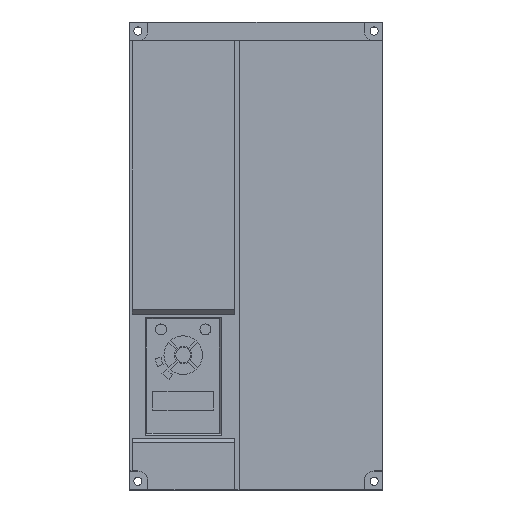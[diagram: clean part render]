
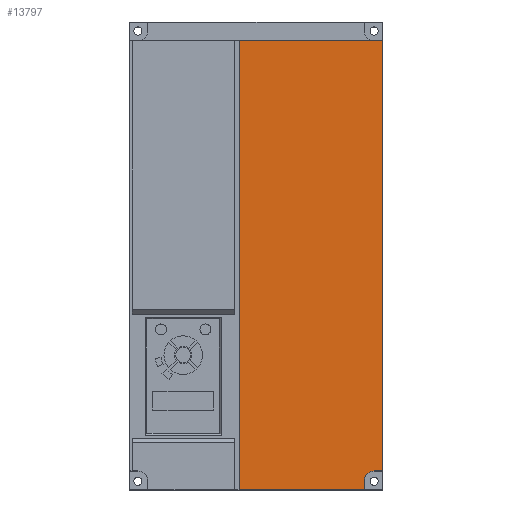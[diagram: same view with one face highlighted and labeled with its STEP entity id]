
A CAD part, top view. The second image highlights one B-rep face of the part: STEP entity #13797.
In plain terms, the highlighted planar face has unit normal (0, 0, 1).
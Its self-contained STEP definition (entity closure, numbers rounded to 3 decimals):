
#663 = CARTESIAN_POINT ( 'NONE',  ( 108.5, -184., 206. ) ) ;
#1184 = ORIENTED_EDGE ( 'NONE', *, *, #10148, .T. ) ;
#1235 = VECTOR ( 'NONE', #22159, 1000. ) ;
#1398 = CARTESIAN_POINT ( 'NONE',  ( 108.5, 184., 206. ) ) ;
#2618 = CARTESIAN_POINT ( 'NONE',  ( 92.5, -192.5, 206. ) ) ;
#2936 = EDGE_CURVE ( 'NONE', #8362, #9150, #14798, .T. ) ;
#3319 = CARTESIAN_POINT ( 'NONE',  ( 108.5, 200., 206. ) ) ;
#3407 = ORIENTED_EDGE ( 'NONE', *, *, #2936, .F. ) ;
#3904 = ORIENTED_EDGE ( 'NONE', *, *, #13296, .T. ) ;
#4402 = DIRECTION ( 'NONE',  ( 1., 0., 0. ) ) ;
#5495 = VERTEX_POINT ( 'NONE', #30173 ) ;
#5594 = VERTEX_POINT ( 'NONE', #6471 ) ;
#6471 = CARTESIAN_POINT ( 'NONE',  ( 92.5, -200., 206. ) ) ;
#6706 = CARTESIAN_POINT ( 'NONE',  ( 108.5, -200., 206. ) ) ;
#7812 = CARTESIAN_POINT ( 'NONE',  ( 92.5, -200., 206. ) ) ;
#8362 = VERTEX_POINT ( 'NONE', #663 ) ;
#9150 = VERTEX_POINT ( 'NONE', #12582 ) ;
#10125 = LINE ( 'NONE', #7812, #17747 ) ;
#10148 = EDGE_CURVE ( 'NONE', #8362, #22801, #12713, .T. ) ;
#10902 = ORIENTED_EDGE ( 'NONE', *, *, #23614, .T. ) ;
#12196 = VECTOR ( 'NONE', #19720, 1000. ) ;
#12386 = EDGE_CURVE ( 'NONE', #5495, #22801, #20036, .T. ) ;
#12531 = ORIENTED_EDGE ( 'NONE', *, *, #12386, .F. ) ;
#12582 = CARTESIAN_POINT ( 'NONE',  ( 101., -184., 206. ) ) ;
#12602 = CARTESIAN_POINT ( 'NONE',  ( -14.5, 200., 206. ) ) ;
#12713 = LINE ( 'NONE', #3319, #29673 ) ;
#13296 = EDGE_CURVE ( 'NONE', #20035, #5594, #15959, .T. ) ;
#13797 = ADVANCED_FACE ( 'NONE', ( #13998 ), #20939, .F. ) ;
#13998 = FACE_OUTER_BOUND ( 'NONE', #29003, .T. ) ;
#14074 = ORIENTED_EDGE ( 'NONE', *, *, #24551, .F. ) ;
#14149 = CARTESIAN_POINT ( 'NONE',  ( 0., 0., 206. ) ) ;
#14575 = DIRECTION ( 'NONE',  ( 0., 1., 0. ) ) ;
#14798 = LINE ( 'NONE', #21871, #12196 ) ;
#15959 = LINE ( 'NONE', #6706, #25383 ) ;
#16019 = CARTESIAN_POINT ( 'NONE',  ( -14.5, -200., 206. ) ) ;
#16701 = DIRECTION ( 'NONE',  ( -1., 0., 0. ) ) ;
#17747 = VECTOR ( 'NONE', #21697, 1000. ) ;
#18550 = CIRCLE ( 'NONE', #21492, 8.5 ) ;
#19720 = DIRECTION ( 'NONE',  ( -1., 0., 0. ) ) ;
#20035 = VERTEX_POINT ( 'NONE', #16019 ) ;
#20036 = LINE ( 'NONE', #1398, #28254 ) ;
#20748 = ORIENTED_EDGE ( 'NONE', *, *, #20806, .F. ) ;
#20806 = EDGE_CURVE ( 'NONE', #26306, #5594, #10125, .T. ) ;
#20939 = PLANE ( 'NONE',  #22784 ) ;
#21492 = AXIS2_PLACEMENT_3D ( 'NONE', #26098, #21767, #16701 ) ;
#21697 = DIRECTION ( 'NONE',  ( 0., -1., 0. ) ) ;
#21767 = DIRECTION ( 'NONE',  ( 0., 0., 1. ) ) ;
#21871 = CARTESIAN_POINT ( 'NONE',  ( 101., -184., 206. ) ) ;
#22159 = DIRECTION ( 'NONE',  ( 0., -1., 0. ) ) ;
#22784 = AXIS2_PLACEMENT_3D ( 'NONE', #14149, #30311, #23240 ) ;
#22801 = VERTEX_POINT ( 'NONE', #26109 ) ;
#23240 = DIRECTION ( 'NONE',  ( -1., 0., 0. ) ) ;
#23614 = EDGE_CURVE ( 'NONE', #5495, #20035, #27073, .T. ) ;
#24551 = EDGE_CURVE ( 'NONE', #9150, #26306, #18550, .T. ) ;
#25115 = DIRECTION ( 'NONE',  ( 1., 0., 0. ) ) ;
#25383 = VECTOR ( 'NONE', #4402, 1000. ) ;
#26098 = CARTESIAN_POINT ( 'NONE',  ( 101., -192.5, 206. ) ) ;
#26109 = CARTESIAN_POINT ( 'NONE',  ( 108.5, 184., 206. ) ) ;
#26306 = VERTEX_POINT ( 'NONE', #2618 ) ;
#27073 = LINE ( 'NONE', #12602, #1235 ) ;
#28254 = VECTOR ( 'NONE', #25115, 1000. ) ;
#29003 = EDGE_LOOP ( 'NONE', ( #12531, #10902, #3904, #20748, #14074, #3407, #1184 ) ) ;
#29673 = VECTOR ( 'NONE', #14575, 1000. ) ;
#30173 = CARTESIAN_POINT ( 'NONE',  ( -14.5, 184., 206. ) ) ;
#30311 = DIRECTION ( 'NONE',  ( 0., 0., -1. ) ) ;
